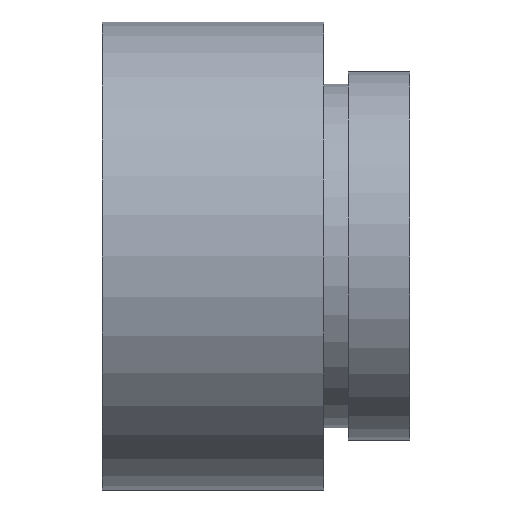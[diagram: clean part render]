
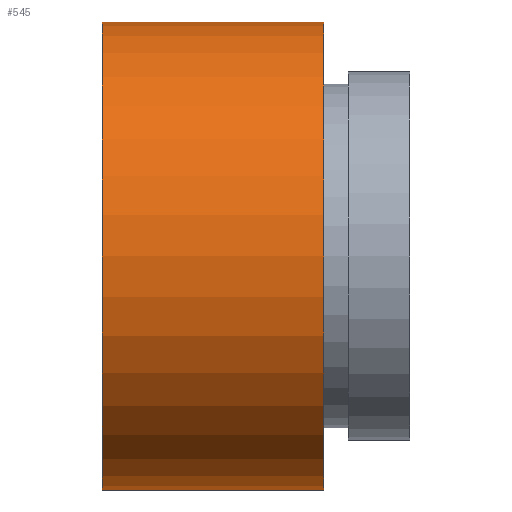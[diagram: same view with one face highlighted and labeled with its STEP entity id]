
A CAD part, left-side view. The second image highlights one B-rep face of the part: STEP entity #545.
In plain terms, the highlighted cylindrical face has radius 9.525 mm (diameter 19.05 mm), a partial arc.
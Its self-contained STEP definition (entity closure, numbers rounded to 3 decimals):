
#17 = EDGE_CURVE ( 'NONE', #670, #379, #551, .T. ) ;
#34 = CYLINDRICAL_SURFACE ( 'NONE', #243, 9.525 ) ;
#62 = EDGE_LOOP ( 'NONE', ( #704, #117, #181, #508 ) ) ;
#74 = CARTESIAN_POINT ( 'NONE',  ( 0., 12.5, 9.525 ) ) ;
#80 = FACE_OUTER_BOUND ( 'NONE', #62, .T. ) ;
#92 = DIRECTION ( 'NONE',  ( 0., 0., -1. ) ) ;
#99 = VECTOR ( 'NONE', #683, 1000. ) ;
#117 = ORIENTED_EDGE ( 'NONE', *, *, #706, .T. ) ;
#136 = EDGE_CURVE ( 'NONE', #299, #379, #650, .T. ) ;
#180 = LINE ( 'NONE', #629, #99 ) ;
#181 = ORIENTED_EDGE ( 'NONE', *, *, #136, .T. ) ;
#217 = CARTESIAN_POINT ( 'NONE',  ( 0., 12.5, 0. ) ) ;
#243 = AXIS2_PLACEMENT_3D ( 'NONE', #475, #431, #692 ) ;
#266 = CARTESIAN_POINT ( 'NONE',  ( 0., 3.5, 9.525 ) ) ;
#299 = VERTEX_POINT ( 'NONE', #568 ) ;
#302 = CARTESIAN_POINT ( 'NONE',  ( 0., 3.5, -9.525 ) ) ;
#329 = CARTESIAN_POINT ( 'NONE',  ( 0., 3.5, 0. ) ) ;
#335 = DIRECTION ( 'NONE',  ( 0., -1., 0. ) ) ;
#379 = VERTEX_POINT ( 'NONE', #302 ) ;
#423 = AXIS2_PLACEMENT_3D ( 'NONE', #329, #703, #92 ) ;
#431 = DIRECTION ( 'NONE',  ( 0., -1., 0. ) ) ;
#475 = CARTESIAN_POINT ( 'NONE',  ( 0., 0., 0. ) ) ;
#478 = VERTEX_POINT ( 'NONE', #74 ) ;
#508 = ORIENTED_EDGE ( 'NONE', *, *, #17, .F. ) ;
#535 = EDGE_CURVE ( 'NONE', #478, #670, #180, .T. ) ;
#545 = ADVANCED_FACE ( 'NONE', ( #80 ), #34, .T. ) ;
#551 = CIRCLE ( 'NONE', #423, 9.525 ) ;
#566 = VECTOR ( 'NONE', #335, 1000. ) ;
#568 = CARTESIAN_POINT ( 'NONE',  ( 0., 12.5, -9.525 ) ) ;
#601 = DIRECTION ( 'NONE',  ( 0., -1., 0. ) ) ;
#629 = CARTESIAN_POINT ( 'NONE',  ( 0., 0., 9.525 ) ) ;
#642 = CIRCLE ( 'NONE', #717, 9.525 ) ;
#650 = LINE ( 'NONE', #727, #566 ) ;
#670 = VERTEX_POINT ( 'NONE', #266 ) ;
#683 = DIRECTION ( 'NONE',  ( 0., -1., 0. ) ) ;
#692 = DIRECTION ( 'NONE',  ( 0., 0., -1. ) ) ;
#703 = DIRECTION ( 'NONE',  ( 0., -1., 0. ) ) ;
#704 = ORIENTED_EDGE ( 'NONE', *, *, #535, .F. ) ;
#706 = EDGE_CURVE ( 'NONE', #478, #299, #642, .T. ) ;
#707 = DIRECTION ( 'NONE',  ( 0., 0., -1. ) ) ;
#717 = AXIS2_PLACEMENT_3D ( 'NONE', #217, #601, #707 ) ;
#727 = CARTESIAN_POINT ( 'NONE',  ( 0., 0., -9.525 ) ) ;
